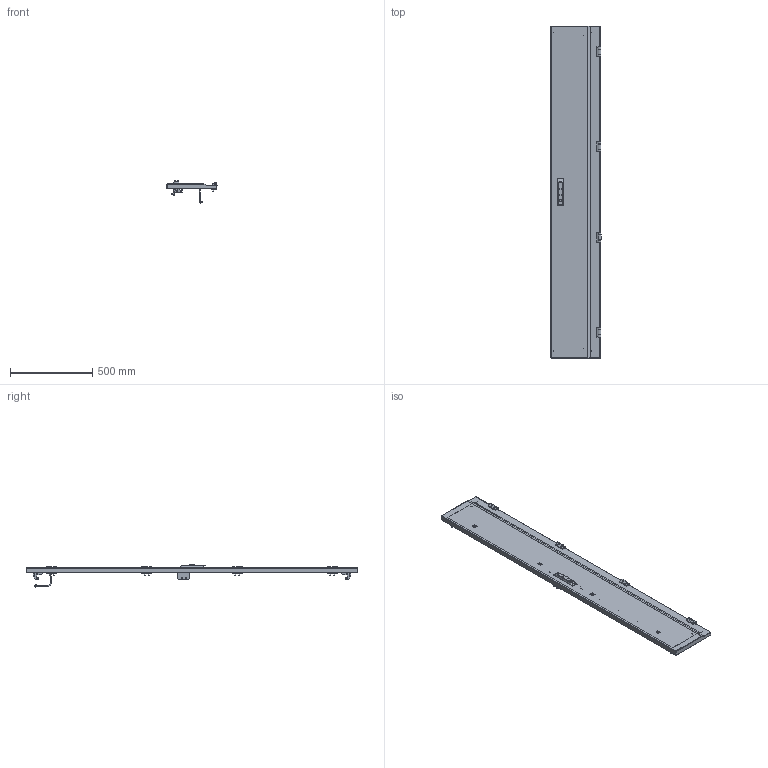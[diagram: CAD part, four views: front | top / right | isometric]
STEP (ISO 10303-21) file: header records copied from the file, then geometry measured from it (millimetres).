
FILE_DESCRIPTION (( 'STEP AP214' ), '1' );
FILE_NAME ('D2M300 Äâåðü ãëóõàÿ_èçâ0038_06.19.step', '2020-11-05T13:51:05', ( '' ), ( '' ), 'SwSTEP 2.0', 'SolidWorks 2019', '' );
FILE_SCHEMA (( 'AUTOMOTIVE_DESIGN' ));
Length unit declared in the file: millimetre
Products named in the file (122): 1121-01-08_1; Êðîíøòåéí ïåòëè 1110-U122; Õîìóòèê ïåòëè 1110-U122; D2M300 Äâåðü ãëóõàÿ_èçâ0038_06.19; Âèíò Ì6 ÃÎÑÒ17475-78; 剒蜲錪 1005 Atos; 1121-98; Îñü ïåòëè 1110-U122; Âèíò ñàìîíàðåçàþùèé Ì6 DIN 7516À; 1000-67-02_1; Íàêîíå÷èê êîëüöåâîé èçîëèðîâàííûé ÍÊÈ 6,0; Íàïðàâëÿþùàÿ òÿãè ïëîñêîé ILY03.35 Atos; AVT001.00.00.07 砎閷麠縺; ﾘﾒﾀﾍﾃﾎﾂﾛﾉ_ﾇﾀﾌﾎﾊ_Atos_00; Òÿãà í; Ïåòëÿ 1110-U123; 1121-01-07; Áîëò ñî ñòîïîðíûìè çóáöàìè 100-277-02JB_Ì6õ6_EMKA; AVT001.03.00.12 赶鎀鍧; Øïèëüêà 6õ20; Ãàéêà ÃÎÑÒ 5915-70; AVT001.00.00.08 青鲥颻00; AVT001.03.00.12 赶鎀鍧_00; D6799_5; Íàêîíå÷èê êîëüöåâîé èçîëèðîâàííûé ÍÊÈ 6,0_6; Íàïðàâëÿþùàÿ òÿãè ïëîñêîé ILY03.35 Atos_00; Òÿãà ñ ðîëèêîì ILM01.21.820 Atos; ﾘ琺矜 6 ﾃﾎﾑﾒ 10463_81; ﾘ琺矜 01.019 ﾃﾎﾑﾒ11371-78_6; 1121-01-08; Ãàéêà ÃÎÑÒ 5915-70_6.6G.8; Ðó÷êà îòêèäíàÿ Atos_00; ﾘ琺矜 65ﾃ 019 ﾃﾎﾑﾒ 6402-70_6; AVT010.02.00.04 Óãîëîê_èçâ0038_06.19_01; AVT001.00.00.08 青鲥颻01; Ðó÷êà îòêèäíàÿ Atos; AVT010.02.00.01 Äâåðü_èçâ0075_01.20_00; AVT001.03.00.13 赶鎀鍧; ﾘ琺矜 01.019 ﾃﾎﾑﾒ11371-78; D6799_5_1 ...
Assembly tree (85 placements, depth 5):
  Êðîíøòåéí ïåòëè 1110-U122
  D2M300 Äâåðü ãëóõàÿ_èçâ0038_06.19
    AVT010.02.00.00 Äâåðü_èçâ0038_06.19_00
      AVT010.02.00.01 Äâåðü_èçâ0075_01.20_00
      AVT001.03.00.13 赶鎀鍧_00
      AVT001.03.00.12 赶鎀鍧_00
      AVT010.02.00.04 Óãîëîê_èçâ0038_06.19_00
      AVT010.02.00.04 Óãîëîê_èçâ0038_06.19_01
      Øïèëüêà 6õ20  x6
    Ïåòëÿ 1110-U123
      Êðîíøòåéí ïåòëè 1110-U122
      Õîìóòèê ïåòëè 1110-U122
      Îñü ïåòëè 1110-U122
    Áîëò ñî ñòîïîðíûìè çóáöàìè 100-277-02JB_Ì6õ6_EMKA  x8
    Ïåòëÿ 1110-U123
      Êðîíøòåéí ïåòëè 1110-U122
      Õîìóòèê ïåòëè 1110-U122
      Îñü ïåòëè 1110-U122
    Ïåòëÿ 1110-U123
      Êðîíøòåéí ïåòëè 1110-U122
      Õîìóòèê ïåòëè 1110-U122
      Îñü ïåòëè 1110-U122
    Ïåòëÿ 1110-U123
      Êðîíøòåéí ïåòëè 1110-U122
      Õîìóòèê ïåòëè 1110-U122
      Îñü ïåòëè 1110-U122
    Çàìîê ñ ìåõàíèçìîì äëÿ òÿã KI22.5.02.00.Z.2V ðèãåëü 1005_00
      Ðó÷êà îòêèäíàÿ Atos_00
      ﾘﾒﾀﾍﾃﾎﾂﾛﾉ_ﾇﾀﾌﾎﾊ_Atos_00
        1121-03-04
        1121-01-07
        1121-01-08
        1121-01-08_1
        1121-98
        Òÿãà çàìêà íèæíÿÿ Atos
          Òÿãà í
          1000-67-02
        Òÿãà çàìêà âåðõíÿÿ Atos
          1000-67-02_1
          Òÿãà_â
        D6799_5
        D6799_5_1
      剒蜲錪 1005 Atos
    Íàïðàâëÿþùàÿ òÿãè ïëîñêîé ILY03.35 Atos_00  x4
    Òÿãà ñ ðîëèêîì ILM01.21.820 Atos_00  x2
    Âèíò Ì6 ÃÎÑÒ17475-78_6å16  x8
    AVT001.00.00.07 砎閷麠縺_00
    AVT001.00.00.08 青鲥颻00
    AVT001.00.00.08 青鲥颻01
    Âèíò ñàìîíàðåçàþùèé Ì6 DIN 7516À_6å16  x5
    Ïîâîäîê ñ 2 íàêîíå÷íèêàìè, L=400ìì_00
      砎鍒鍱 PE_00
      Íàêîíå÷èê êîëüöåâîé èçîëèðîâàííûé ÍÊÈ 6,0_6  x2
    ﾘ琺矜 01.019 ﾃﾎﾑﾒ11371-78_6  x2
    Ãàéêà ÃÎÑÒ 5915-70_6.6G.8  x2
    ﾘ琺矜 65ﾃ 019 ﾃﾎﾑﾒ 6402-70_6
    ﾘ琺矜 6 ﾃﾎﾑﾒ 10463_81
  Âèíò Ì6 ÃÎÑÒ17475-78
  Îñü ïåòëè 1110-U122
  1121-98
Bounding box: 304.29 x 2013 x 133.45 mm (x, y, z)
Volume: 1720826.4 mm3; surface area: 2048380.9 mm2
Topology: 77 solids, 77 shells, 2530 faces, 6561 edges, 4161 vertices
Faces by surface type: plane 1244, cylinder 870, cone 174, torus 112, bspline 92, sphere 38
Entity records: 61820 total; most frequent: CARTESIAN_POINT 14677, ORIENTED_EDGE 8500, DIRECTION 8315, EDGE_CURVE 4250, AXIS2_PLACEMENT_3D 2850, VERTEX_POINT 2741, LINE 2615, VECTOR 2615
